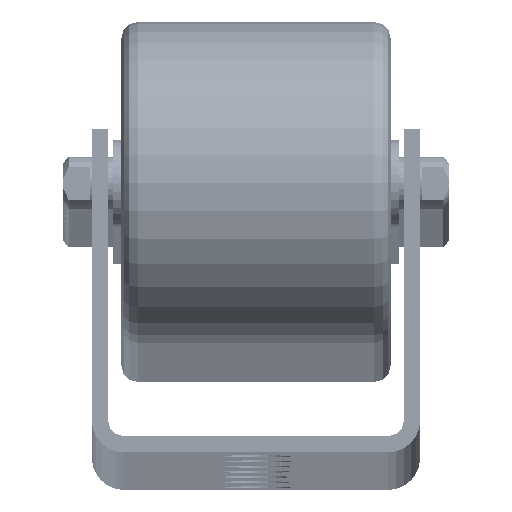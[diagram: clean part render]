
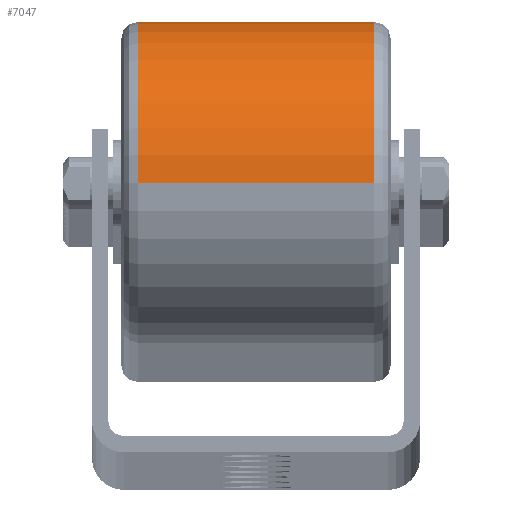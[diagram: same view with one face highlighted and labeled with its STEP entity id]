
A CAD part, top view. The second image highlights one B-rep face of the part: STEP entity #7047.
In plain terms, the highlighted cylindrical face has radius 15 mm (diameter 30 mm), a partial arc.
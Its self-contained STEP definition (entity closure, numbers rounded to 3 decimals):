
#658 = ORIENTED_EDGE ( 'NONE', *, *, #7114, .F. ) ;
#998 = CARTESIAN_POINT ( 'NONE',  ( 24.25, 0., -15. ) ) ;
#2532 = VERTEX_POINT ( 'NONE', #998 ) ;
#2577 = VERTEX_POINT ( 'NONE', #28764 ) ;
#4404 = ORIENTED_EDGE ( 'NONE', *, *, #19123, .T. ) ;
#4868 = DIRECTION ( 'NONE',  ( -1., 0., 0. ) ) ;
#6309 = CARTESIAN_POINT ( 'NONE',  ( 24.25, 0., 0. ) ) ;
#7047 = ADVANCED_FACE ( 'NONE', ( #21758 ), #14380, .T. ) ;
#7059 = AXIS2_PLACEMENT_3D ( 'NONE', #6309, #16449, #23516 ) ;
#7114 = EDGE_CURVE ( 'NONE', #16529, #2577, #17108, .T. ) ;
#9322 = EDGE_CURVE ( 'NONE', #16529, #2532, #24532, .T. ) ;
#9822 = AXIS2_PLACEMENT_3D ( 'NONE', #27063, #4868, #12438 ) ;
#10023 = CIRCLE ( 'NONE', #10530, 15. ) ;
#10530 = AXIS2_PLACEMENT_3D ( 'NONE', #31300, #16503, #22112 ) ;
#11871 = VECTOR ( 'NONE', #19196, 1000. ) ;
#12438 = DIRECTION ( 'NONE',  ( 0., 0., 1. ) ) ;
#14043 = EDGE_CURVE ( 'NONE', #2532, #14554, #22274, .T. ) ;
#14092 = CARTESIAN_POINT ( 'NONE',  ( 24.25, 0., 15. ) ) ;
#14165 = ORIENTED_EDGE ( 'NONE', *, *, #14043, .T. ) ;
#14380 = CYLINDRICAL_SURFACE ( 'NONE', #9822, 15. ) ;
#14554 = VERTEX_POINT ( 'NONE', #25613 ) ;
#16449 = DIRECTION ( 'NONE',  ( -1., 0., 0. ) ) ;
#16503 = DIRECTION ( 'NONE',  ( 1., 0., 0. ) ) ;
#16529 = VERTEX_POINT ( 'NONE', #14092 ) ;
#17108 = LINE ( 'NONE', #24332, #11871 ) ;
#17261 = VECTOR ( 'NONE', #27735, 1000. ) ;
#19123 = EDGE_CURVE ( 'NONE', #14554, #2577, #10023, .T. ) ;
#19157 = ORIENTED_EDGE ( 'NONE', *, *, #9322, .T. ) ;
#19196 = DIRECTION ( 'NONE',  ( -1., 0., 0. ) ) ;
#21758 = FACE_OUTER_BOUND ( 'NONE', #24383, .T. ) ;
#22112 = DIRECTION ( 'NONE',  ( 0., 0., -1. ) ) ;
#22274 = LINE ( 'NONE', #27258, #17261 ) ;
#23516 = DIRECTION ( 'NONE',  ( 0., 0., 1. ) ) ;
#24332 = CARTESIAN_POINT ( 'NONE',  ( -3.508, 0., 15. ) ) ;
#24383 = EDGE_LOOP ( 'NONE', ( #19157, #14165, #4404, #658 ) ) ;
#24532 = CIRCLE ( 'NONE', #7059, 15. ) ;
#25613 = CARTESIAN_POINT ( 'NONE',  ( 2.25, 0., -15. ) ) ;
#27063 = CARTESIAN_POINT ( 'NONE',  ( -3.508, 0., 0. ) ) ;
#27258 = CARTESIAN_POINT ( 'NONE',  ( -3.508, 0., -15. ) ) ;
#27735 = DIRECTION ( 'NONE',  ( -1., 0., 0. ) ) ;
#28764 = CARTESIAN_POINT ( 'NONE',  ( 2.25, 0., 15. ) ) ;
#31300 = CARTESIAN_POINT ( 'NONE',  ( 2.25, 0., 0. ) ) ;
